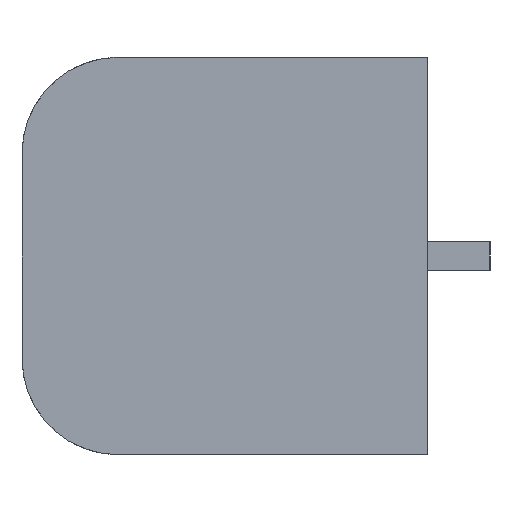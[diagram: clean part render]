
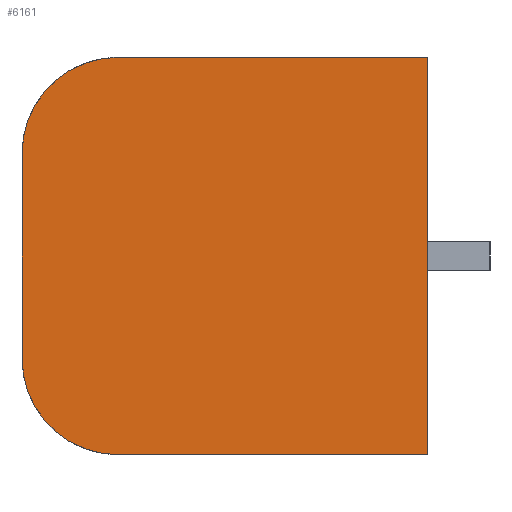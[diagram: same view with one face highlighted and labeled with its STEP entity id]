
A CAD part, left-side view. The second image highlights one B-rep face of the part: STEP entity #6161.
In plain terms, the highlighted planar face has unit normal (-1, 0, 0).
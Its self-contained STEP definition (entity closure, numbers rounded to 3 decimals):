
#381=CIRCLE('',#6443,5.08);
#384=CIRCLE('',#6447,5.08);
#569=ORIENTED_EDGE('',*,*,#1840,.F.);
#570=ORIENTED_EDGE('',*,*,#1784,.T.);
#571=ORIENTED_EDGE('',*,*,#1788,.F.);
#572=ORIENTED_EDGE('',*,*,#1776,.T.);
#573=ORIENTED_EDGE('',*,*,#1821,.T.);
#574=ORIENTED_EDGE('',*,*,#1842,.T.);
#1776=EDGE_CURVE('',#2428,#2427,#381,.T.);
#1784=EDGE_CURVE('',#2431,#2435,#384,.T.);
#1788=EDGE_CURVE('',#2428,#2435,#2863,.T.);
#1821=EDGE_CURVE('',#2427,#2459,#2892,.T.);
#1840=EDGE_CURVE('',#2431,#2475,#2900,.T.);
#1842=EDGE_CURVE('',#2459,#2475,#2902,.T.);
#2427=VERTEX_POINT('',#7714);
#2428=VERTEX_POINT('',#7716);
#2431=VERTEX_POINT('',#7723);
#2435=VERTEX_POINT('',#7734);
#2459=VERTEX_POINT('',#7808);
#2475=VERTEX_POINT('',#7846);
#2863=LINE('',#7741,#3192);
#2892=LINE('',#7809,#3221);
#2900=LINE('',#7845,#3229);
#2902=LINE('',#7849,#3231);
#3192=VECTOR('',#6794,1000.);
#3221=VECTOR('',#6853,1000.);
#3229=VECTOR('',#6887,1000.);
#3231=VECTOR('',#6891,1000.);
#3504=EDGE_LOOP('',(#569,#570,#571,#572,#573,#574));
#3799=FACE_BOUND('',#3504,.T.);
#4084=PLANE('',#6478);
#6161=ADVANCED_FACE('',(#3799),#4084,.F.);
#6443=AXIS2_PLACEMENT_3D('',#7715,#6773,#6774);
#6447=AXIS2_PLACEMENT_3D('',#7735,#6785,#6786);
#6478=AXIS2_PLACEMENT_3D('',#7848,#6889,#6890);
#6773=DIRECTION('',(-1.,0.,0.));
#6774=DIRECTION('',(0.,0.,-1.));
#6785=DIRECTION('',(-1.,0.,0.));
#6786=DIRECTION('',(0.,0.,-1.));
#6794=DIRECTION('',(0.,0.,1.));
#6853=DIRECTION('',(0.,-1.,0.));
#6887=DIRECTION('',(0.,-1.,0.));
#6889=DIRECTION('',(1.,0.,0.));
#6890=DIRECTION('',(0.,0.,-1.));
#6891=DIRECTION('',(0.,0.,1.));
#7714=CARTESIAN_POINT('',(-38.481,16.332,-10.49));
#7715=CARTESIAN_POINT('',(-38.481,16.332,-5.41));
#7716=CARTESIAN_POINT('',(-38.481,21.412,-5.41));
#7723=CARTESIAN_POINT('',(-38.481,16.332,10.49));
#7734=CARTESIAN_POINT('',(-38.481,21.412,5.41));
#7735=CARTESIAN_POINT('',(-38.481,16.332,5.41));
#7741=CARTESIAN_POINT('',(-38.481,21.412,10.49));
#7808=CARTESIAN_POINT('',(-38.481,0.,-10.49));
#7809=CARTESIAN_POINT('',(-38.481,21.412,-10.49));
#7845=CARTESIAN_POINT('',(-38.481,21.412,10.49));
#7846=CARTESIAN_POINT('',(-38.481,0.,10.49));
#7848=CARTESIAN_POINT('',(-38.481,21.412,10.49));
#7849=CARTESIAN_POINT('',(-38.481,0.,10.49));
